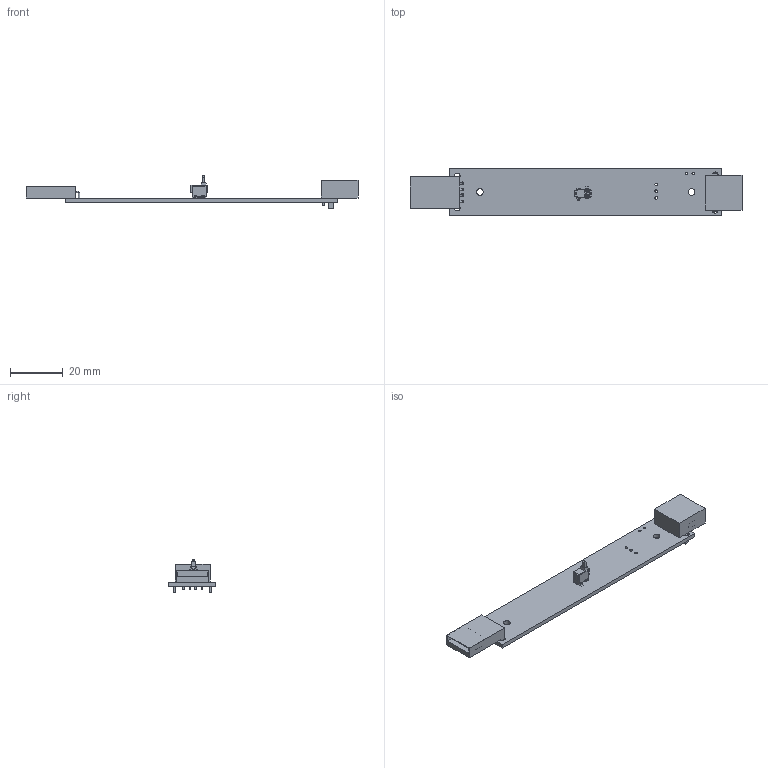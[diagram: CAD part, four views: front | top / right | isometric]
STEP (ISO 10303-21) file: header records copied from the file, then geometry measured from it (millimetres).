
FILE_DESCRIPTION(('KiCad electronic assembly'),'2;1');
FILE_NAME('Untitled.step','2022-12-10T23:40:50',('Pcbnew'),('Kicad'), 'Open CASCADE STEP processor 7.6','KiCad to STEP converter','Unknown' );
FILE_SCHEMA(('AUTOMOTIVE_DESIGN { 1 0 10303 214 1 1 1 1 }'));
Length unit declared in the file: millimetre
Products named in the file (8): Untitled 1; ese11mv1t; COMPOUND; USB Plug - USB Plug; SOLID; USB Jack - USB Jack; Untitled PCB
Assembly tree (7 placements, depth 3):
  Untitled 1
    ese11mv1t
      COMPOUND
    USB Plug - USB Plug
      SOLID
    USB Jack - USB Jack
      SOLID
    Untitled PCB
Bounding box: 125.9 x 17.8 x 12.4 mm (x, y, z)
Volume: 4769.8 mm3; surface area: 6464.5 mm2
Topology: 10 solids, 10 shells, 300 faces, 787 edges, 518 vertices
Faces by surface type: bspline 273, cylinder 21, plane 6
Full cylindrical faces by diameter (mm): 0.762 x8, 0.9 x2, 1 x3, 1.3 x2, 2.3 x4, 2.5 x2
Entity records: 19265 total; most frequent: CARTESIAN_POINT 8298, B_SPLINE_CURVE_WITH_KNOTS 1998, ORIENTED_EDGE 1574, PCURVE 1574, DEFINITIONAL_REPRESENTATION 1574, EDGE_CURVE 787, SURFACE_CURVE 750, VERTEX_POINT 518
